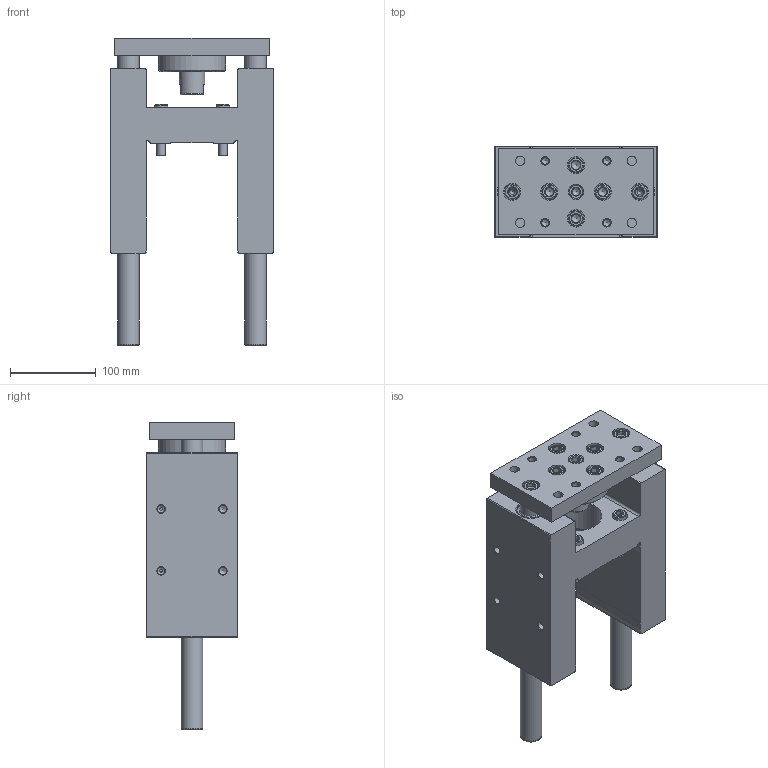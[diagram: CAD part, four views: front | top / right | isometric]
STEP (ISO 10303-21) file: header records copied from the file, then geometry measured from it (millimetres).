
FILE_DESCRIPTION(/* description */ ('STEP AP214'),/* implementation_level */ '2;1');
FILE_NAME(/* name */ '1725846_EAGF-V2-KF-80-100',/* time_stamp */ '2024-08-26T16:55:14+02:00',/* author */ ('License CC BY-ND 4.0'),/* organization */ ('CADENAS'),/* preprocessor_version */ 'ST-DEVELOPER v19.3',/* originating_system */ 'PARTsolutions',/* authorisation */ ' ');
FILE_SCHEMA (('AUTOMOTIVE_DESIGN {1 0 10303 214 3 1 1}'));
Length unit declared in the file: millimetre
Products named in the file (12): 1725846 EAGF-V2-KF-80-100---(0); 2608528 EAGF-V2-KF-80---(F); 247465 FEN-80-SD---(SD); 242770 EAGF 25x35x40---(B); 1559399 EAGF-V2-KF-80---(J); 1559396 EAGF-V2-KF-80---(R); 1559400 EAGF-V2-KF-80/100---(GS); ISO-4026 M18x20; 2608528 EAGF-80-100-KF---(FST); ISO-4762 M12x25; DIN-6912 - M12x25(F); ISO-4762 M10x50
Assembly tree (25 placements, depth 2):
  1725846 EAGF-V2-KF-80-100---(0)
    2608528 EAGF-V2-KF-80---(F)
    247465 FEN-80-SD---(SD)  x4
    242770 EAGF 25x35x40---(B)  x4
    1559399 EAGF-V2-KF-80---(J)
    1559396 EAGF-V2-KF-80---(R)
    1559400 EAGF-V2-KF-80/100---(GS)
    ISO-4026 M18x20
    2608528 EAGF-80-100-KF---(FST)  x2
    ISO-4762 M12x25  x4
    DIN-6912 - M12x25(F)  x2
    ISO-4762 M10x50  x4
Bounding box: 189 x 105 x 357.8 mm (x, y, z)
Volume: 2635180.9 mm3; surface area: 427140.2 mm2
Topology: 25 solids, 25 shells, 570 faces, 1251 edges, 762 vertices
Faces by surface type: plane 241, cone 188, cylinder 125, torus 16
Full cylindrical faces by diameter (mm): 6 x2, 8.376 x16, 10 x4, 10.106 x6, 11 x8, 12 x6, 12.3 x2, 13.5 x4, 15.294 x1, 16 x4, 18 x15, 18.376 x1, 20 x6, 25 x10, 26 x2, 30 x1, 32 x1, 33 x2, 35 x12, 44 x1, 46 x1, 60 x1, 78 x1
Entity records: 8622 total; most frequent: DIRECTION 1512, CARTESIAN_POINT 1502, ORIENTED_EDGE 1066, AXIS2_PLACEMENT_3D 663, FACE_BOUND 590, EDGE_LOOP 576, EDGE_CURVE 533, VERTEX_POINT 427
